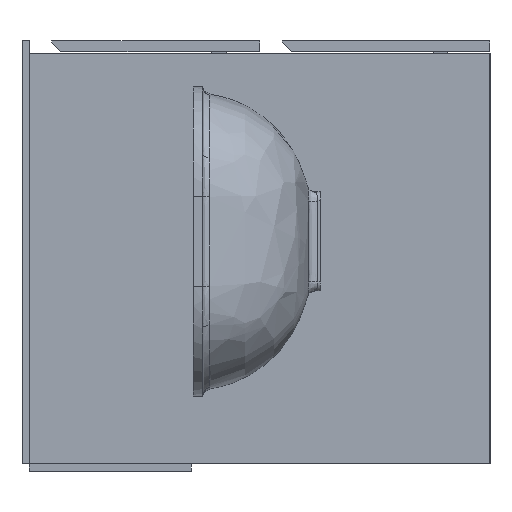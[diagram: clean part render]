
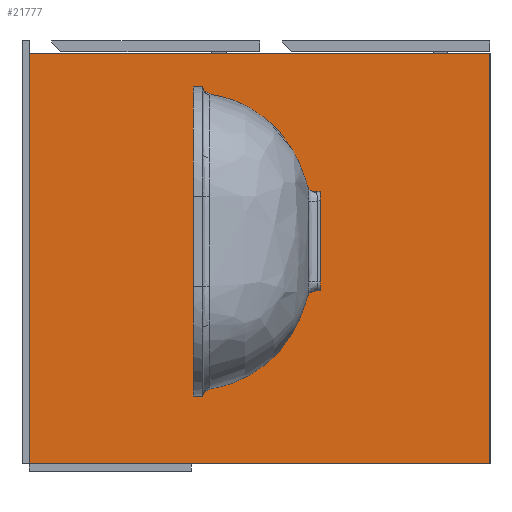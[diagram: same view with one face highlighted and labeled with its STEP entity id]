
A CAD part, left-side view. The second image highlights one B-rep face of the part: STEP entity #21777.
In plain terms, the highlighted planar face has unit normal (-1, 0, 0).
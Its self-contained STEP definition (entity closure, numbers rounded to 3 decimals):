
#842 = DIRECTION ( 'NONE',  ( 0., -1., 0. ) ) ;
#2810 = CARTESIAN_POINT ( 'NONE',  ( 2., 512., -14. ) ) ;
#3461 = VECTOR ( 'NONE', #4495, 1000. ) ;
#4366 = VERTEX_POINT ( 'NONE', #23277 ) ;
#4495 = DIRECTION ( 'NONE',  ( 0., 0., 1. ) ) ;
#4860 = EDGE_LOOP ( 'NONE', ( #6708, #29789, #7270, #11598 ) ) ;
#5580 = CARTESIAN_POINT ( 'NONE',  ( 2., 0., -14. ) ) ;
#6613 = LINE ( 'NONE', #29095, #3461 ) ;
#6708 = ORIENTED_EDGE ( 'NONE', *, *, #15222, .F. ) ;
#7270 = ORIENTED_EDGE ( 'NONE', *, *, #24804, .T. ) ;
#8168 = VECTOR ( 'NONE', #842, 1000. ) ;
#11089 = LINE ( 'NONE', #20864, #8168 ) ;
#11340 = VERTEX_POINT ( 'NONE', #2810 ) ;
#11598 = ORIENTED_EDGE ( 'NONE', *, *, #16710, .F. ) ;
#12820 = VERTEX_POINT ( 'NONE', #16093 ) ;
#15222 = EDGE_CURVE ( 'NONE', #4366, #11340, #6613, .T. ) ;
#16093 = CARTESIAN_POINT ( 'NONE',  ( 2., 0., -470. ) ) ;
#16710 = EDGE_CURVE ( 'NONE', #11340, #24490, #11089, .T. ) ;
#16740 = VECTOR ( 'NONE', #28178, 1000. ) ;
#17511 = FACE_OUTER_BOUND ( 'NONE', #4860, .T. ) ;
#18446 = DIRECTION ( 'NONE',  ( 0., -1., 0. ) ) ;
#20405 = LINE ( 'NONE', #23016, #29582 ) ;
#20864 = CARTESIAN_POINT ( 'NONE',  ( 2., 968.396, -14. ) ) ;
#21777 = ADVANCED_FACE ( 'NONE', ( #17511 ), #29771, .F. ) ;
#23016 = CARTESIAN_POINT ( 'NONE',  ( 2., 968.396, -470. ) ) ;
#23277 = CARTESIAN_POINT ( 'NONE',  ( 2., 512., -470. ) ) ;
#24490 = VERTEX_POINT ( 'NONE', #5580 ) ;
#24804 = EDGE_CURVE ( 'NONE', #12820, #24490, #27687, .T. ) ;
#24870 = DIRECTION ( 'NONE',  ( 0., 0., -1. ) ) ;
#27100 = AXIS2_PLACEMENT_3D ( 'NONE', #27151, #30091, #24870 ) ;
#27151 = CARTESIAN_POINT ( 'NONE',  ( 2., 968.396, -470. ) ) ;
#27687 = LINE ( 'NONE', #28335, #16740 ) ;
#28178 = DIRECTION ( 'NONE',  ( 0., 0., 1. ) ) ;
#28335 = CARTESIAN_POINT ( 'NONE',  ( 2., 0., -470. ) ) ;
#29095 = CARTESIAN_POINT ( 'NONE',  ( 2., 512., -470. ) ) ;
#29582 = VECTOR ( 'NONE', #18446, 1000. ) ;
#29771 = PLANE ( 'NONE',  #27100 ) ;
#29789 = ORIENTED_EDGE ( 'NONE', *, *, #30873, .T. ) ;
#30091 = DIRECTION ( 'NONE',  ( 1., 0., 0. ) ) ;
#30873 = EDGE_CURVE ( 'NONE', #4366, #12820, #20405, .T. ) ;
